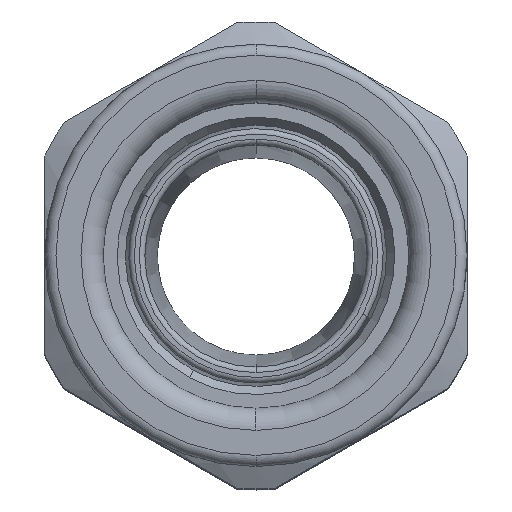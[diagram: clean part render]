
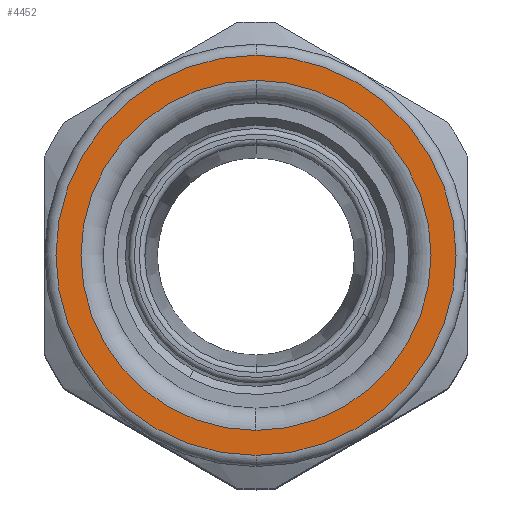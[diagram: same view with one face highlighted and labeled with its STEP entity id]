
A CAD part, top view. The second image highlights one B-rep face of the part: STEP entity #4452.
In plain terms, the highlighted planar face has unit normal (0, 0, 1).
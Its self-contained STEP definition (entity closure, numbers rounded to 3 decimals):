
#4340=AXIS2_PLACEMENT_3D('Circle Axis2P3D',#4338,#4339,$) ;
#4364=AXIS2_PLACEMENT_3D('Circle Axis2P3D',#4362,#4363,$) ;
#4428=AXIS2_PLACEMENT_3D('Plane Axis2P3D',#4425,#4426,#4427) ;
#4432=AXIS2_PLACEMENT_3D('Circle Axis2P3D',#4430,#4431,$) ;
#4441=AXIS2_PLACEMENT_3D('Circle Axis2P3D',#4439,#4440,$) ;
#4335=CARTESIAN_POINT('Vertex',(19.,36.75,79.9)) ;
#4338=CARTESIAN_POINT('Axis2P3D Location',(19.,21.,79.9)) ;
#4342=CARTESIAN_POINT('Vertex',(19.,5.25,79.9)) ;
#4362=CARTESIAN_POINT('Axis2P3D Location',(19.,21.,79.9)) ;
#4425=CARTESIAN_POINT('Axis2P3D Location',(19.,21.,79.9)) ;
#4430=CARTESIAN_POINT('Axis2P3D Location',(19.,21.,79.9)) ;
#4434=CARTESIAN_POINT('Vertex',(19.,3.,79.9)) ;
#4436=CARTESIAN_POINT('Vertex',(19.,39.,79.9)) ;
#4439=CARTESIAN_POINT('Axis2P3D Location',(19.,21.,79.9)) ;
#4339=DIRECTION('Axis2P3D Direction',(0.,0.,1.)) ;
#4363=DIRECTION('Axis2P3D Direction',(0.,0.,1.)) ;
#4426=DIRECTION('Axis2P3D Direction',(0.,0.,1.)) ;
#4427=DIRECTION('Axis2P3D XDirection',(0.,1.,0.)) ;
#4431=DIRECTION('Axis2P3D Direction',(0.,0.,1.)) ;
#4440=DIRECTION('Axis2P3D Direction',(0.,0.,1.)) ;
#4445=ORIENTED_EDGE('',*,*,#4438,.T.) ;
#4446=ORIENTED_EDGE('',*,*,#4443,.T.) ;
#4449=ORIENTED_EDGE('',*,*,#4366,.F.) ;
#4450=ORIENTED_EDGE('',*,*,#4344,.F.) ;
#4451=FACE_BOUND('',#4448,.T.) ;
#4452=ADVANCED_FACE('Part1.1\\Koerper.2',(#4447,#4451),#4429,.T.) ;
#4341=CIRCLE('generated circle',#4340,15.75) ;
#4365=CIRCLE('generated circle',#4364,15.75) ;
#4433=CIRCLE('generated circle',#4432,18.) ;
#4442=CIRCLE('generated circle',#4441,18.) ;
#4344=EDGE_CURVE('',#4336,#4343,#4341,.T.) ;
#4366=EDGE_CURVE('',#4343,#4336,#4365,.T.) ;
#4438=EDGE_CURVE('',#4435,#4437,#4433,.T.) ;
#4443=EDGE_CURVE('',#4437,#4435,#4442,.T.) ;
#4444=EDGE_LOOP('',(#4445,#4446)) ;
#4448=EDGE_LOOP('',(#4449,#4450)) ;
#4447=FACE_OUTER_BOUND('',#4444,.T.) ;
#4429=PLANE('',#4428) ;
#4336=VERTEX_POINT('',#4335) ;
#4343=VERTEX_POINT('',#4342) ;
#4435=VERTEX_POINT('',#4434) ;
#4437=VERTEX_POINT('',#4436) ;
